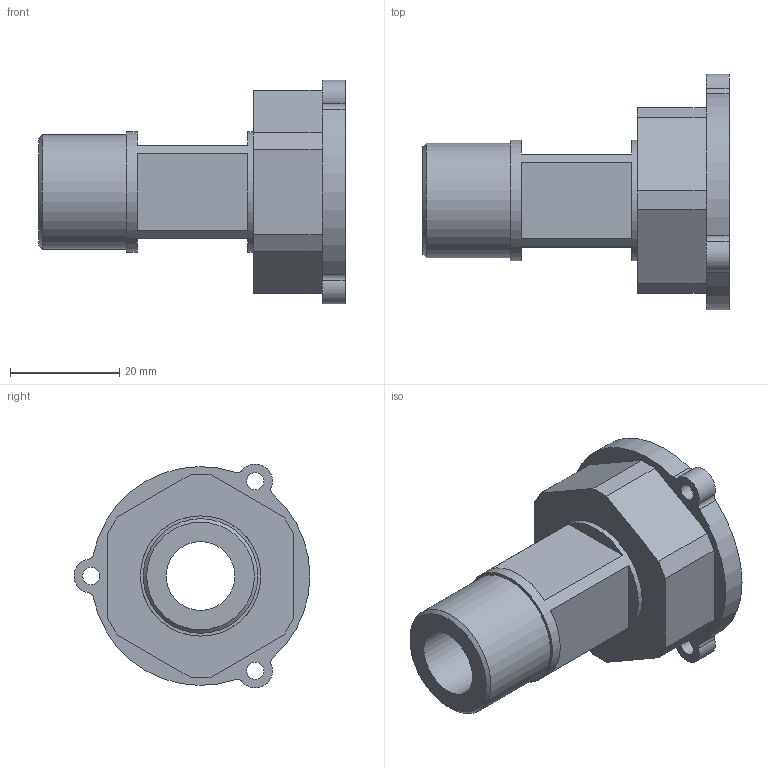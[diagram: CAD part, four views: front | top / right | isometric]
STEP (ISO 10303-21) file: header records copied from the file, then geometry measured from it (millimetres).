
FILE_DESCRIPTION(/* description */ ('PLASSON MALE BSPT WITH FREE NUT 1/2"-3/4"'),/* implementation_level */ '2;1');
FILE_NAME(/* name */ '0358906005.ipt.stp',/* time_stamp */ '2017-06-18T09:19:59+03:00',/* author */ ('KIM'),/* organization */ (''),/* preprocessor_version */ 'ST-DEVELOPER v15.6',/* originating_system */ 'Autodesk Inventor 2015',/* authorisation */ '');
FILE_SCHEMA (('AUTOMOTIVE_DESIGN { 1 0 10303 214 3 1 1 }'));
Length unit declared in the file: millimetre
Products named in the file (1): 0358906005
Bounding box: 56 x 43.13 x 40.92 mm (x, y, z)
Volume: 19082.9 mm3; surface area: 9852.3 mm2
Topology: 1 solids, 1 shells, 50 faces, 122 edges, 81 vertices
Faces by surface type: plane 30, cylinder 19, cone 1
Full cylindrical faces by diameter (mm): 3.143 x3, 12.573 x1, 20.955 x1, 22.003 x1, 24.117 x1
Entity records: 1512 total; most frequent: DIRECTION 260, CARTESIAN_POINT 241, ORIENTED_EDGE 222, EDGE_CURVE 111, AXIS2_PLACEMENT_3D 98, VERTEX_POINT 79, EDGE_LOOP 74, LINE 64
